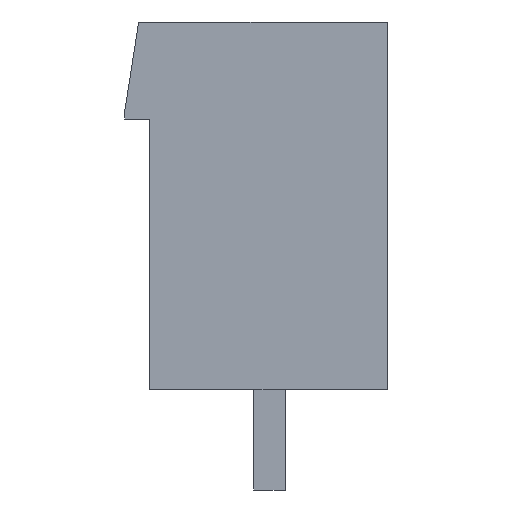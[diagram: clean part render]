
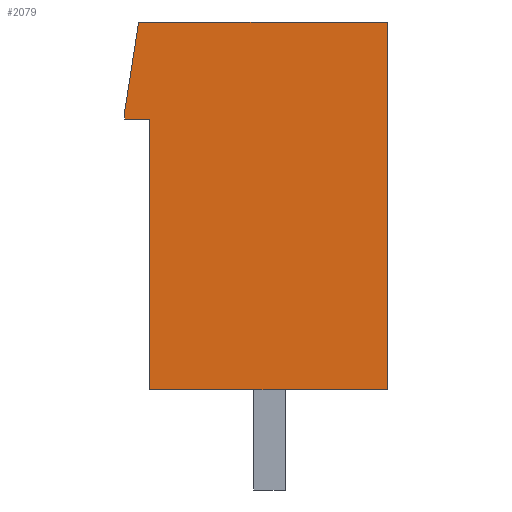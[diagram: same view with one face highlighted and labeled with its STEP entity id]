
A CAD part, left-side view. The second image highlights one B-rep face of the part: STEP entity #2079.
In plain terms, the highlighted planar face has unit normal (-1, 0, 0).
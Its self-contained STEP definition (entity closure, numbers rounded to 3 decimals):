
#2056=AXIS2_PLACEMENT_3D('Plane Axis2P3D',#2053,#2054,#2055) ;
#717=CARTESIAN_POINT('Vertex',(0.,7.95,14.95)) ;
#722=CARTESIAN_POINT('Line Origine',(0.,3.975,14.95)) ;
#726=CARTESIAN_POINT('Vertex',(0.,0.,14.95)) ;
#1639=CARTESIAN_POINT('Vertex',(0.,7.6,11.85)) ;
#1642=CARTESIAN_POINT('Line Origine',(0.,8.,11.85)) ;
#1646=CARTESIAN_POINT('Vertex',(0.,8.4,11.85)) ;
#1739=CARTESIAN_POINT('Vertex',(0.,7.6,3.2)) ;
#1742=CARTESIAN_POINT('Line Origine',(0.,7.6,7.525)) ;
#2026=CARTESIAN_POINT('Vertex',(0.,0.,3.2)) ;
#2029=CARTESIAN_POINT('Line Origine',(0.,3.8,3.2)) ;
#2041=CARTESIAN_POINT('Line Origine',(0.,0.,9.075)) ;
#2053=CARTESIAN_POINT('Axis2P3D Location',(0.,0.,-0.05)) ;
#2058=CARTESIAN_POINT('Line Origine',(0.,8.175,13.5)) ;
#2062=CARTESIAN_POINT('Vertex',(0.,8.4,12.05)) ;
#2065=CARTESIAN_POINT('Line Origine',(0.,8.4,11.95)) ;
#723=DIRECTION('Vector Direction',(0.,-1.,0.)) ;
#1643=DIRECTION('Vector Direction',(0.,-1.,0.)) ;
#1743=DIRECTION('Vector Direction',(0.,0.,-1.)) ;
#2030=DIRECTION('Vector Direction',(0.,-1.,0.)) ;
#2042=DIRECTION('Vector Direction',(0.,0.,-1.)) ;
#2054=DIRECTION('Axis2P3D Direction',(-1.,0.,0.)) ;
#2055=DIRECTION('Axis2P3D XDirection',(0.,0.,1.)) ;
#2059=DIRECTION('Vector Direction',(0.,0.153,-0.988)) ;
#2066=DIRECTION('Vector Direction',(0.,0.,1.)) ;
#724=VECTOR('Line Direction',#723,1.) ;
#1644=VECTOR('Line Direction',#1643,1.) ;
#1744=VECTOR('Line Direction',#1743,1.) ;
#2031=VECTOR('Line Direction',#2030,1.) ;
#2043=VECTOR('Line Direction',#2042,1.) ;
#2060=VECTOR('Line Direction',#2059,1.) ;
#2067=VECTOR('Line Direction',#2066,1.) ;
#2071=ORIENTED_EDGE('',*,*,#1648,.T.) ;
#2072=ORIENTED_EDGE('',*,*,#1746,.T.) ;
#2073=ORIENTED_EDGE('',*,*,#2033,.T.) ;
#2074=ORIENTED_EDGE('',*,*,#2045,.T.) ;
#2075=ORIENTED_EDGE('',*,*,#728,.T.) ;
#2076=ORIENTED_EDGE('',*,*,#2064,.T.) ;
#2077=ORIENTED_EDGE('',*,*,#2069,.T.) ;
#2079=ADVANCED_FACE('HOUSING',(#2078),#2057,.T.) ;
#728=EDGE_CURVE('',#727,#718,#725,.F.) ;
#1648=EDGE_CURVE('',#1647,#1640,#1645,.T.) ;
#1746=EDGE_CURVE('',#1640,#1740,#1745,.T.) ;
#2033=EDGE_CURVE('',#1740,#2027,#2032,.T.) ;
#2045=EDGE_CURVE('',#2027,#727,#2044,.F.) ;
#2064=EDGE_CURVE('',#718,#2063,#2061,.T.) ;
#2069=EDGE_CURVE('',#2063,#1647,#2068,.F.) ;
#2070=EDGE_LOOP('',(#2071,#2072,#2073,#2074,#2075,#2076,#2077)) ;
#2078=FACE_OUTER_BOUND('',#2070,.T.) ;
#725=LINE('Line',#722,#724) ;
#1645=LINE('Line',#1642,#1644) ;
#1745=LINE('Line',#1742,#1744) ;
#2032=LINE('Line',#2029,#2031) ;
#2044=LINE('Line',#2041,#2043) ;
#2061=LINE('Line',#2058,#2060) ;
#2068=LINE('Line',#2065,#2067) ;
#2057=PLANE('',#2056) ;
#718=VERTEX_POINT('',#717) ;
#727=VERTEX_POINT('',#726) ;
#1640=VERTEX_POINT('',#1639) ;
#1647=VERTEX_POINT('',#1646) ;
#1740=VERTEX_POINT('',#1739) ;
#2027=VERTEX_POINT('',#2026) ;
#2063=VERTEX_POINT('',#2062) ;
